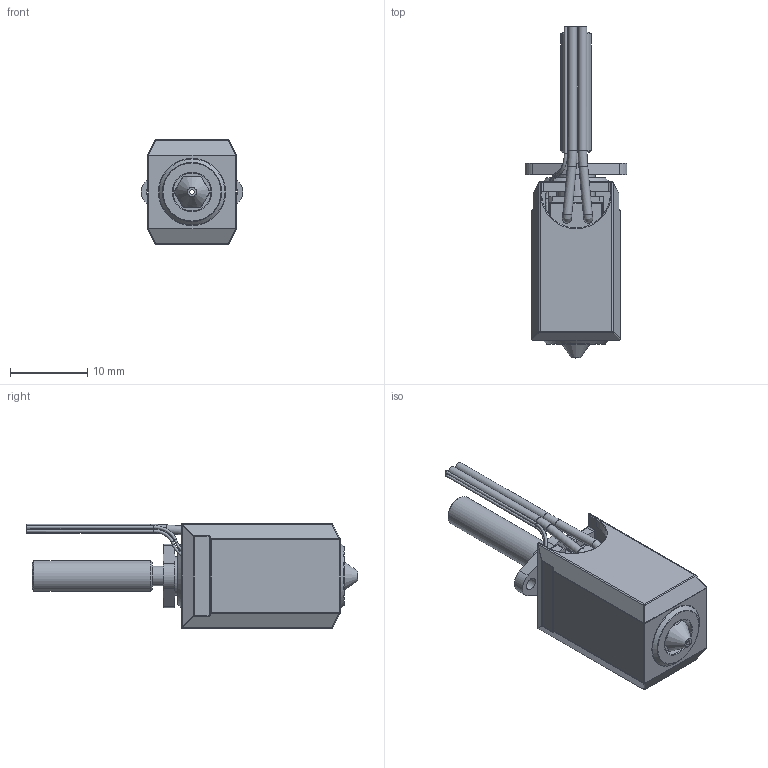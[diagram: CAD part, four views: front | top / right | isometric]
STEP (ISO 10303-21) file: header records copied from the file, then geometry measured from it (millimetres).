
FILE_DESCRIPTION(/* description */ (''),/* implementation_level */ '2;1');
FILE_NAME(/* name */ '',/* time_stamp */ '2024-08-27T16:10:39+08:00',/* author */ (''),/* organization */ (''),/* preprocessor_version */ 'ST-DEVELOPER v20',/* originating_system */ 'Autodesk Translation Framework v13.14.0.145',/* authorisation */ '');
FILE_SCHEMA (('AUTOMOTIVE_DESIGN { 1 0 10303 214 3 1 1 }'));
Length unit declared in the file: millimetre
Products named in the file (6): 华塑 Nozzle TZ2.0; 3_Ceremic heater (2); 4_Thermistor (2); 5_Clips (2); 6_Socks (2); 1_Bi-Metal Nozzle (1)
Assembly tree (5 placements, depth 2):
  华塑 Nozzle TZ2.0
    3_Ceremic heater (2)
    4_Thermistor (2)
    5_Clips (2)
    6_Socks (2)
    1_Bi-Metal Nozzle (1)
Bounding box: 13.19 x 42.91 x 13.5 mm (x, y, z)
Volume: 2596.3 mm3; surface area: 4726.9 mm2
Topology: 15 solids, 16 shells, 700 faces, 1613 edges, 940 vertices
Faces by surface type: cylinder 261, plane 220, torus 124, bspline 77, cone 10, sphere 8
Full cylindrical faces by diameter (mm): 0.3 x4, 0.35 x6, 0.36 x6, 0.37 x2, 1.15 x6, 1.4 x1, 1.625 x2, 1.8 x1, 2 x3, 2.5 x1, 2.54 x1, 4 x1, 4.9 x1, 5 x1
Entity records: 25778 total; most frequent: CARTESIAN_POINT 9595, DIRECTION 3627, ORIENTED_EDGE 3196, EDGE_CURVE 1598, AXIS2_PLACEMENT_3D 1448, VERTEX_POINT 940, CIRCLE 733, LINE 731
